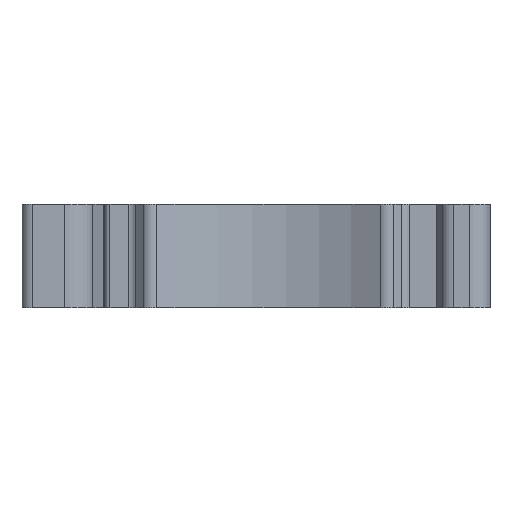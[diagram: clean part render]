
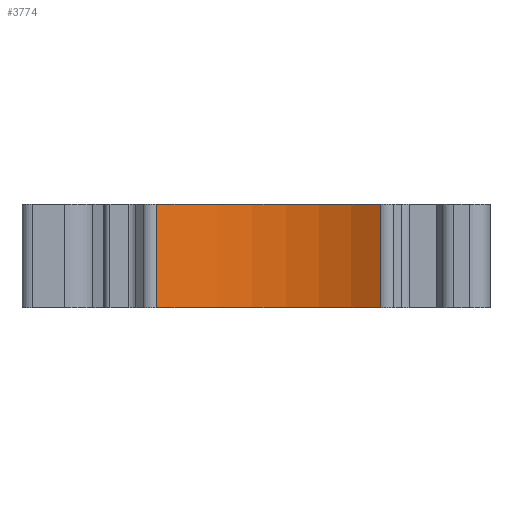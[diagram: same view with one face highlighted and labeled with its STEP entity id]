
A CAD part, front view. The second image highlights one B-rep face of the part: STEP entity #3774.
In plain terms, the highlighted cylindrical face has radius 20 mm (diameter 40 mm), a partial arc.
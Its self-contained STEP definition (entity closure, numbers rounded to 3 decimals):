
#9=CARTESIAN_POINT('',(-0.006,-48.034,-9.9));
#10=DIRECTION('',(0.,0.,1.));
#11=DIRECTION('',(0.539,0.843,0.));
#12=AXIS2_PLACEMENT_3D('',#9,#10,#11);
#634=DIRECTION('',(0.,0.,1.));
#635=VECTOR('',#634,9.95);
#636=CARTESIAN_POINT('',(10.767,-31.184,-9.9));
#637=LINE('',#636,#635);
#638=DIRECTION('',(0.,0.,-1.));
#639=VECTOR('',#638,9.95);
#640=CARTESIAN_POINT('',(-10.78,-31.184,0.05));
#641=LINE('',#640,#639);
#646=CARTESIAN_POINT('',(-0.006,-48.034,0.05));
#647=DIRECTION('',(0.,0.,-1.));
#648=DIRECTION('',(-0.539,0.843,0.));
#649=AXIS2_PLACEMENT_3D('',#646,#647,#648);
#2894=CARTESIAN_POINT('',(-10.78,-31.184,-9.9));
#2896=VERTEX_POINT('',#2894);
#3026=CARTESIAN_POINT('',(10.767,-31.184,-9.9));
#3027=CARTESIAN_POINT('',(10.767,-31.184,0.05));
#3028=VERTEX_POINT('',#3026);
#3029=VERTEX_POINT('',#3027);
#3127=CARTESIAN_POINT('',(-10.78,-31.184,0.05));
#3128=VERTEX_POINT('',#3127);
#3760=CARTESIAN_POINT('',(-0.006,-48.034,-10.099));
#3761=DIRECTION('',(0.,0.,1.));
#3762=DIRECTION('',(1.,0.,0.));
#3763=AXIS2_PLACEMENT_3D('',#3760,#3761,#3762);
#3764=CYLINDRICAL_SURFACE('',#3763,20.);
#3766=ORIENTED_EDGE('',*,*,#3765,.F.);
#3767=ORIENTED_EDGE('',*,*,#3448,.T.);
#3769=ORIENTED_EDGE('',*,*,#3768,.F.);
#3771=ORIENTED_EDGE('',*,*,#3770,.T.);
#3772=EDGE_LOOP('',(#3766,#3767,#3769,#3771));
#3773=FACE_OUTER_BOUND('',#3772,.F.);
#3774=ADVANCED_FACE('',(#3773),#3764,.F.);
#13=CIRCLE('',#12,20.);
#650=CIRCLE('',#649,20.);
#3448=EDGE_CURVE('',#3028,#2896,#13,.T.);
#3765=EDGE_CURVE('',#3028,#3029,#637,.T.);
#3768=EDGE_CURVE('',#3128,#2896,#641,.T.);
#3770=EDGE_CURVE('',#3128,#3029,#650,.T.);
